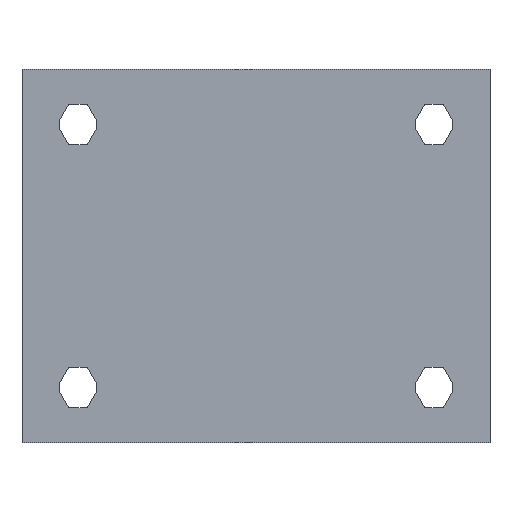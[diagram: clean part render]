
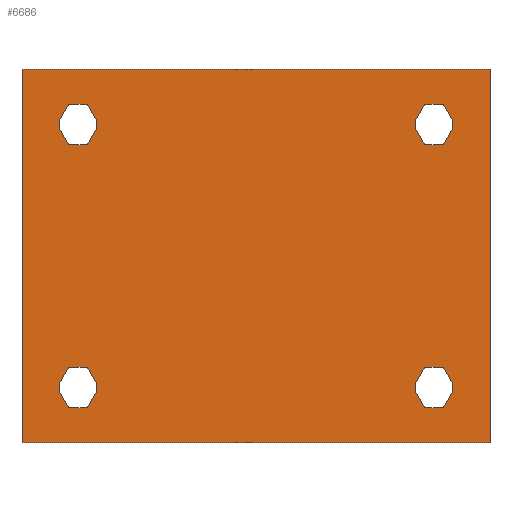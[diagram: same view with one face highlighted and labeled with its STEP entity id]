
A CAD part, top view. The second image highlights one B-rep face of the part: STEP entity #6686.
In plain terms, the highlighted planar face has unit normal (0, 0, 1).
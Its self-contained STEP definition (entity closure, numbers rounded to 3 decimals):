
#579=FACE_BOUND('',#1321,.T.);
#580=FACE_BOUND('',#1322,.T.);
#581=FACE_BOUND('',#1323,.T.);
#582=FACE_BOUND('',#1324,.T.);
#714=PLANE('',#7340);
#897=FACE_OUTER_BOUND('',#1320,.T.);
#1320=EDGE_LOOP('',(#4677,#4678,#4679,#4680));
#1321=EDGE_LOOP('',(#4681,#4682,#4683,#4684));
#1322=EDGE_LOOP('',(#4685,#4686,#4687,#4688));
#1323=EDGE_LOOP('',(#4689,#4690,#4691,#4692));
#1324=EDGE_LOOP('',(#4693,#4694,#4695,#4696));
#1867=LINE('',#10479,#2230);
#1872=LINE('',#10494,#2235);
#1876=LINE('',#10504,#2239);
#1880=LINE('',#10518,#2243);
#1884=LINE('',#10528,#2247);
#1885=LINE('',#10531,#2248);
#1886=LINE('',#10533,#2249);
#1887=LINE('',#10534,#2250);
#1888=LINE('',#10537,#2251);
#1889=LINE('',#10541,#2252);
#1890=LINE('',#10545,#2253);
#1891=LINE('',#10549,#2254);
#2230=VECTOR('',#8258,1000.);
#2235=VECTOR('',#8271,1000.);
#2239=VECTOR('',#8283,1000.);
#2243=VECTOR('',#8295,1000.);
#2247=VECTOR('',#8307,1000.);
#2248=VECTOR('',#8310,1000.);
#2249=VECTOR('',#8311,1000.);
#2250=VECTOR('',#8312,1000.);
#2251=VECTOR('',#8313,1000.);
#2252=VECTOR('',#8316,1000.);
#2253=VECTOR('',#8319,1000.);
#2254=VECTOR('',#8322,1000.);
#2582=CIRCLE('',#7326,5.5);
#2584=CIRCLE('',#7330,5.5);
#2586=CIRCLE('',#7334,5.5);
#2588=CIRCLE('',#7338,5.5);
#2589=CIRCLE('',#7341,5.5);
#2590=CIRCLE('',#7342,5.5);
#2591=CIRCLE('',#7343,5.5);
#2592=CIRCLE('',#7344,5.5);
#3016=VERTEX_POINT('',#10476);
#3017=VERTEX_POINT('',#10478);
#3020=VERTEX_POINT('',#10485);
#3021=VERTEX_POINT('',#10487);
#3023=VERTEX_POINT('',#10493);
#3025=VERTEX_POINT('',#10499);
#3028=VERTEX_POINT('',#10509);
#3029=VERTEX_POINT('',#10511);
#3031=VERTEX_POINT('',#10517);
#3033=VERTEX_POINT('',#10523);
#3034=VERTEX_POINT('',#10530);
#3035=VERTEX_POINT('',#10532);
#3036=VERTEX_POINT('',#10535);
#3037=VERTEX_POINT('',#10536);
#3038=VERTEX_POINT('',#10538);
#3039=VERTEX_POINT('',#10540);
#3040=VERTEX_POINT('',#10543);
#3041=VERTEX_POINT('',#10544);
#3042=VERTEX_POINT('',#10546);
#3043=VERTEX_POINT('',#10548);
#3667=EDGE_CURVE('',#3017,#3016,#1867,.T.);
#3671=EDGE_CURVE('',#3020,#3021,#2582,.T.);
#3674=EDGE_CURVE('',#3021,#3023,#1872,.T.);
#3677=EDGE_CURVE('',#3023,#3025,#2584,.T.);
#3680=EDGE_CURVE('',#3025,#3020,#1876,.T.);
#3683=EDGE_CURVE('',#3028,#3029,#2586,.T.);
#3686=EDGE_CURVE('',#3029,#3031,#1880,.T.);
#3689=EDGE_CURVE('',#3031,#3033,#2588,.T.);
#3692=EDGE_CURVE('',#3033,#3028,#1884,.T.);
#3693=EDGE_CURVE('',#3017,#3034,#1885,.T.);
#3694=EDGE_CURVE('',#3035,#3016,#1886,.T.);
#3695=EDGE_CURVE('',#3034,#3035,#1887,.T.);
#3696=EDGE_CURVE('',#3036,#3037,#1888,.T.);
#3697=EDGE_CURVE('',#3037,#3038,#2589,.T.);
#3698=EDGE_CURVE('',#3038,#3039,#1889,.T.);
#3699=EDGE_CURVE('',#3039,#3036,#2590,.T.);
#3700=EDGE_CURVE('',#3040,#3041,#1890,.T.);
#3701=EDGE_CURVE('',#3041,#3042,#2591,.T.);
#3702=EDGE_CURVE('',#3042,#3043,#1891,.T.);
#3703=EDGE_CURVE('',#3043,#3040,#2592,.T.);
#4677=ORIENTED_EDGE('',*,*,#3693,.F.);
#4678=ORIENTED_EDGE('',*,*,#3667,.T.);
#4679=ORIENTED_EDGE('',*,*,#3694,.F.);
#4680=ORIENTED_EDGE('',*,*,#3695,.F.);
#4681=ORIENTED_EDGE('',*,*,#3696,.T.);
#4682=ORIENTED_EDGE('',*,*,#3697,.T.);
#4683=ORIENTED_EDGE('',*,*,#3698,.T.);
#4684=ORIENTED_EDGE('',*,*,#3699,.T.);
#4685=ORIENTED_EDGE('',*,*,#3700,.T.);
#4686=ORIENTED_EDGE('',*,*,#3701,.T.);
#4687=ORIENTED_EDGE('',*,*,#3702,.T.);
#4688=ORIENTED_EDGE('',*,*,#3703,.T.);
#4689=ORIENTED_EDGE('',*,*,#3680,.F.);
#4690=ORIENTED_EDGE('',*,*,#3677,.F.);
#4691=ORIENTED_EDGE('',*,*,#3674,.F.);
#4692=ORIENTED_EDGE('',*,*,#3671,.F.);
#4693=ORIENTED_EDGE('',*,*,#3692,.F.);
#4694=ORIENTED_EDGE('',*,*,#3689,.F.);
#4695=ORIENTED_EDGE('',*,*,#3686,.F.);
#4696=ORIENTED_EDGE('',*,*,#3683,.F.);
#6686=ADVANCED_FACE('',(#897,#579,#580,#581,#582),#714,.T.);
#7326=AXIS2_PLACEMENT_3D('',#10488,#8265,#8266);
#7330=AXIS2_PLACEMENT_3D('',#10500,#8277,#8278);
#7334=AXIS2_PLACEMENT_3D('',#10512,#8289,#8290);
#7338=AXIS2_PLACEMENT_3D('',#10524,#8301,#8302);
#7340=AXIS2_PLACEMENT_3D('',#10529,#8308,#8309);
#7341=AXIS2_PLACEMENT_3D('',#10539,#8314,#8315);
#7342=AXIS2_PLACEMENT_3D('',#10542,#8317,#8318);
#7343=AXIS2_PLACEMENT_3D('',#10547,#8320,#8321);
#7344=AXIS2_PLACEMENT_3D('',#10550,#8323,#8324);
#8258=DIRECTION('',(-1.,0.,0.));
#8265=DIRECTION('center_axis',(0.,0.,1.));
#8266=DIRECTION('ref_axis',(1.,0.,0.));
#8271=DIRECTION('',(0.,1.,0.));
#8277=DIRECTION('center_axis',(0.,0.,1.));
#8278=DIRECTION('ref_axis',(1.,0.,0.));
#8283=DIRECTION('',(0.,-1.,0.));
#8289=DIRECTION('center_axis',(0.,0.,1.));
#8290=DIRECTION('ref_axis',(-1.,0.,0.));
#8295=DIRECTION('',(0.,1.,0.));
#8301=DIRECTION('center_axis',(0.,0.,1.));
#8302=DIRECTION('ref_axis',(-1.,0.,0.));
#8307=DIRECTION('',(0.,-1.,0.));
#8308=DIRECTION('center_axis',(0.,0.,1.));
#8309=DIRECTION('ref_axis',(1.,0.,0.));
#8310=DIRECTION('',(0.,-1.,0.));
#8311=DIRECTION('',(0.,1.,0.));
#8312=DIRECTION('',(-1.,0.,0.));
#8313=DIRECTION('',(0.,1.,0.));
#8314=DIRECTION('center_axis',(0.,0.,-1.));
#8315=DIRECTION('ref_axis',(1.,0.,0.));
#8316=DIRECTION('',(0.,-1.,0.));
#8317=DIRECTION('center_axis',(0.,0.,-1.));
#8318=DIRECTION('ref_axis',(1.,0.,0.));
#8319=DIRECTION('',(0.,1.,0.));
#8320=DIRECTION('center_axis',(0.,0.,-1.));
#8321=DIRECTION('ref_axis',(-1.,0.,0.));
#8322=DIRECTION('',(0.,-1.,0.));
#8323=DIRECTION('center_axis',(0.,0.,-1.));
#8324=DIRECTION('ref_axis',(-1.,0.,0.));
#10476=CARTESIAN_POINT('',(-69.,55.,0.));
#10478=CARTESIAN_POINT('',(69.,55.,0.));
#10479=CARTESIAN_POINT('',(69.,55.,0.));
#10485=CARTESIAN_POINT('',(-58.,37.5,0.));
#10487=CARTESIAN_POINT('',(-47.,37.5,0.));
#10488=CARTESIAN_POINT('Origin',(-52.5,37.5,0.));
#10493=CARTESIAN_POINT('',(-47.,40.,0.));
#10494=CARTESIAN_POINT('',(-47.,40.,0.));
#10499=CARTESIAN_POINT('',(-58.,40.,0.));
#10500=CARTESIAN_POINT('Origin',(-52.5,40.,0.));
#10504=CARTESIAN_POINT('',(-58.,40.,0.));
#10509=CARTESIAN_POINT('',(47.,37.5,0.));
#10511=CARTESIAN_POINT('',(58.,37.5,0.));
#10512=CARTESIAN_POINT('Origin',(52.5,37.5,0.));
#10517=CARTESIAN_POINT('',(58.,40.,0.));
#10518=CARTESIAN_POINT('',(58.,40.,0.));
#10523=CARTESIAN_POINT('',(47.,40.,0.));
#10524=CARTESIAN_POINT('Origin',(52.5,40.,0.));
#10528=CARTESIAN_POINT('',(47.,40.,0.));
#10529=CARTESIAN_POINT('Origin',(0.,0.,0.));
#10530=CARTESIAN_POINT('',(69.,-55.,0.));
#10531=CARTESIAN_POINT('',(69.,55.,0.));
#10532=CARTESIAN_POINT('',(-69.,-55.,0.));
#10533=CARTESIAN_POINT('',(-69.,-55.,0.));
#10534=CARTESIAN_POINT('',(69.,-55.,0.));
#10535=CARTESIAN_POINT('',(-58.,-40.,0.));
#10536=CARTESIAN_POINT('',(-58.,-37.5,0.));
#10537=CARTESIAN_POINT('',(-58.,-40.,0.));
#10538=CARTESIAN_POINT('',(-47.,-37.5,0.));
#10539=CARTESIAN_POINT('Origin',(-52.5,-37.5,0.));
#10540=CARTESIAN_POINT('',(-47.,-40.,0.));
#10541=CARTESIAN_POINT('',(-47.,-40.,0.));
#10542=CARTESIAN_POINT('Origin',(-52.5,-40.,0.));
#10543=CARTESIAN_POINT('',(47.,-40.,0.));
#10544=CARTESIAN_POINT('',(47.,-37.5,0.));
#10545=CARTESIAN_POINT('',(47.,-40.,0.));
#10546=CARTESIAN_POINT('',(58.,-37.5,0.));
#10547=CARTESIAN_POINT('Origin',(52.5,-37.5,0.));
#10548=CARTESIAN_POINT('',(58.,-40.,0.));
#10549=CARTESIAN_POINT('',(58.,-40.,0.));
#10550=CARTESIAN_POINT('Origin',(52.5,-40.,0.));
